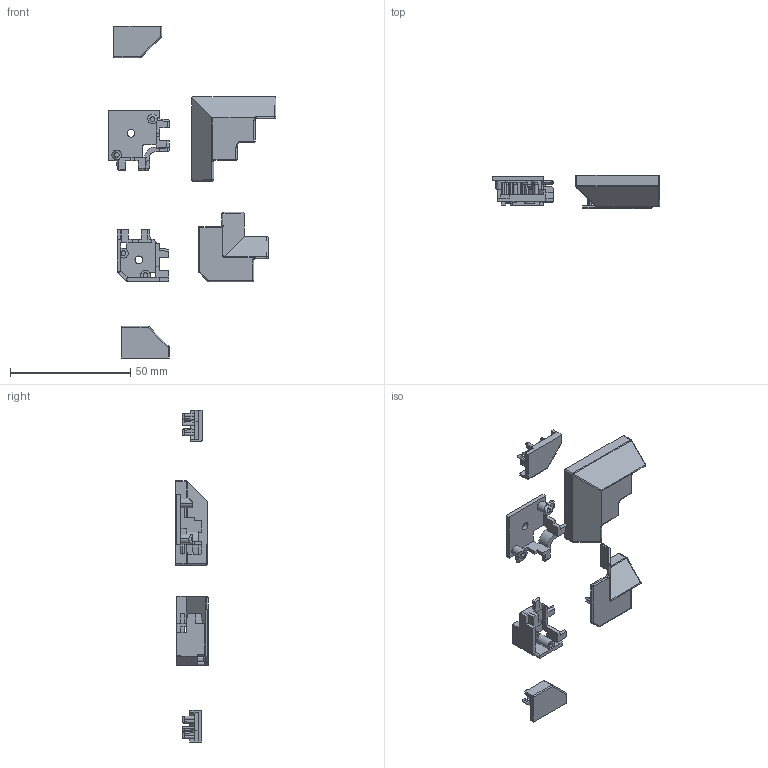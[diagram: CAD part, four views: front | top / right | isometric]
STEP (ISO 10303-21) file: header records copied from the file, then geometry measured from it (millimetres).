
FILE_DESCRIPTION(/* description */ (''),/* implementation_level */ '2;1');
FILE_NAME(/* name */ '1433624,1433625_stp.stp',/* time_stamp */ '2019-06-26T07:16:51+02:00',/* author */ (''),/* organization */ (''),/* preprocessor_version */ 'ST-DEVELOPER v16.7',/* originating_system */ 'SIEMENS PLM Software NX 12.0',/* authorisation */ '');
FILE_SCHEMA (('AUTOMOTIVE_DESIGN { 1 0 10303 214 3 1 1 1 }'));
Length unit declared in the file: millimetre
Products named in the file (1): p.sc1D70E58Boukg
Bounding box: 69.65 x 13.64 x 137.8 mm (x, y, z)
Volume: 6246 mm3; surface area: 10330.4 mm2
Topology: 6 solids, 6 shells, 531 faces, 1394 edges, 881 vertices
Faces by surface type: plane 339, cylinder 132, sphere 24, bspline 17, cone 14, torus 5
Entity records: 17379 total; most frequent: CARTESIAN_POINT 4202, ORIENTED_EDGE 2788, DIRECTION 2662, EDGE_CURVE 1394, LINE 1000, VECTOR 1000, VERTEX_POINT 881, AXIS2_PLACEMENT_3D 831
